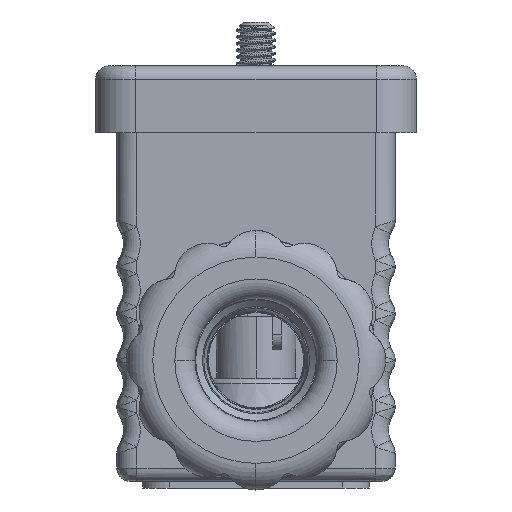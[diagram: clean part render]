
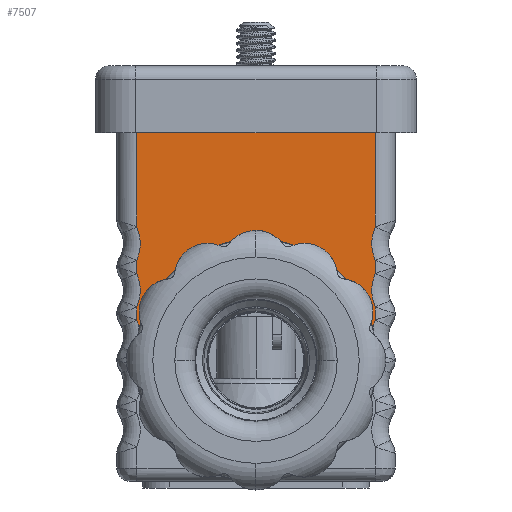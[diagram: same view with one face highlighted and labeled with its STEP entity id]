
A CAD part, left-side view. The second image highlights one B-rep face of the part: STEP entity #7507.
In plain terms, the highlighted planar face has unit normal (-1, 0, 0).
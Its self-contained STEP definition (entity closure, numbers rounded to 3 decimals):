
#5146=PLANE('',#43880);
#7507=ADVANCED_FACE('',(#9898),#5146,.T.);
#9898=FACE_OUTER_BOUND('',#12057,.T.);
#12057=EDGE_LOOP('',(#23717,#23718,#23719,#23720,#23721,#23722,#23723,#23724,
#23725,#23726,#23727,#23728,#23729,#23730));
#13001=CIRCLE('',#43827,3.25);
#13005=CIRCLE('',#43833,3.25);
#13007=CIRCLE('',#43837,3.25);
#13022=CIRCLE('',#43862,3.25);
#13025=CIRCLE('',#43867,3.25);
#13027=CIRCLE('',#43870,3.25);
#13028=CIRCLE('',#43879,9.1);
#23717=ORIENTED_EDGE('',*,*,#33098,.T.);
#23718=ORIENTED_EDGE('',*,*,#33015,.F.);
#23719=ORIENTED_EDGE('',*,*,#32539,.T.);
#23720=ORIENTED_EDGE('',*,*,#33024,.T.);
#23721=ORIENTED_EDGE('',*,*,#33042,.T.);
#23722=ORIENTED_EDGE('',*,*,#33044,.T.);
#23723=ORIENTED_EDGE('',*,*,#33049,.T.);
#23724=ORIENTED_EDGE('',*,*,#33050,.T.);
#23725=ORIENTED_EDGE('',*,*,#33054,.T.);
#23726=ORIENTED_EDGE('',*,*,#33114,.F.);
#23727=ORIENTED_EDGE('',*,*,#33089,.T.);
#23728=ORIENTED_EDGE('',*,*,#33084,.F.);
#23729=ORIENTED_EDGE('',*,*,#33096,.T.);
#23730=ORIENTED_EDGE('',*,*,#33092,.F.);
#27282=VERTEX_POINT('',#91155);
#27286=VERTEX_POINT('',#91163);
#27598=VERTEX_POINT('',#92503);
#27603=VERTEX_POINT('',#92587);
#27611=VERTEX_POINT('',#92756);
#27612=VERTEX_POINT('',#92861);
#27613=VERTEX_POINT('',#92868);
#27614=VERTEX_POINT('',#92973);
#27616=VERTEX_POINT('',#93035);
#27628=VERTEX_POINT('',#93485);
#27629=VERTEX_POINT('',#93487);
#27631=VERTEX_POINT('',#93598);
#27632=VERTEX_POINT('',#93610);
#27633=VERTEX_POINT('',#93612);
#32539=EDGE_CURVE('',#27282,#27286,#36737,.T.);
#33015=EDGE_CURVE('',#27282,#27598,#37092,.T.);
#33024=EDGE_CURVE('',#27286,#27603,#37099,.T.);
#33042=EDGE_CURVE('',#27603,#27611,#13001,.T.);
#33044=EDGE_CURVE('',#27611,#27612,#37102,.T.);
#33049=EDGE_CURVE('',#27612,#27613,#13005,.T.);
#33050=EDGE_CURVE('',#27613,#27614,#37103,.T.);
#33054=EDGE_CURVE('',#27614,#27616,#13007,.T.);
#33084=EDGE_CURVE('',#27628,#27629,#37108,.T.);
#33089=EDGE_CURVE('',#27631,#27629,#13022,.T.);
#33092=EDGE_CURVE('',#27632,#27633,#37109,.T.);
#33096=EDGE_CURVE('',#27628,#27633,#13025,.T.);
#33098=EDGE_CURVE('',#27632,#27598,#13027,.T.);
#33114=EDGE_CURVE('',#27631,#27616,#13028,.T.);
#36737=LINE('',#91164,#40650);
#37092=LINE('',#92556,#41005);
#37099=LINE('',#92586,#41012);
#37102=LINE('',#92860,#41015);
#37103=LINE('',#92972,#41016);
#37108=LINE('',#93486,#41021);
#37109=LINE('',#93611,#41022);
#40650=VECTOR('',#52417,1.);
#41005=VECTOR('',#53222,1.);
#41012=VECTOR('',#53239,1.);
#41015=VECTOR('',#53272,1.);
#41016=VECTOR('',#53283,1.);
#41021=VECTOR('',#53336,1.);
#41022=VECTOR('',#53347,1.);
#43827=AXIS2_PLACEMENT_3D('',#92809,#53266,#53267);
#43833=AXIS2_PLACEMENT_3D('',#92922,#53279,#53280);
#43837=AXIS2_PLACEMENT_3D('',#93034,#53288,#53289);
#43862=AXIS2_PLACEMENT_3D('',#93597,#53343,#53344);
#43867=AXIS2_PLACEMENT_3D('',#93716,#53354,#53355);
#43870=AXIS2_PLACEMENT_3D('',#93767,#53360,#53361);
#43879=AXIS2_PLACEMENT_3D('',#93819,#53391,#53392);
#43880=AXIS2_PLACEMENT_3D('',#93820,#53393,#53394);
#52417=DIRECTION('',(0.,1.,0.));
#53222=DIRECTION('',(0.,0.,-1.));
#53239=DIRECTION('',(0.,0.,-1.));
#53266=DIRECTION('',(1.,0.,0.));
#53267=DIRECTION('',(0.,-0.923,0.385));
#53272=DIRECTION('',(0.,0.,-1.));
#53279=DIRECTION('',(1.,0.,0.));
#53280=DIRECTION('',(0.,-0.923,0.385));
#53283=DIRECTION('',(0.,0.,-1.));
#53288=DIRECTION('',(1.,0.,0.));
#53289=DIRECTION('',(0.,-0.923,0.385));
#53336=DIRECTION('',(0.,0.,-1.));
#53343=DIRECTION('',(1.,0.,0.));
#53344=DIRECTION('',(0.,0.978,0.208));
#53347=DIRECTION('',(0.,0.,-1.));
#53354=DIRECTION('',(1.,0.,0.));
#53355=DIRECTION('',(0.,0.923,-0.385));
#53360=DIRECTION('',(1.,0.,0.));
#53361=DIRECTION('',(0.,0.923,-0.385));
#53391=DIRECTION('',(-1.,0.,0.));
#53392=DIRECTION('',(0.,-0.964,0.266));
#53393=DIRECTION('',(-1.,0.,0.));
#53394=DIRECTION('',(0.,-1.,0.));
#91155=CARTESIAN_POINT('',(706.514,1259.199,0.));
#91163=CARTESIAN_POINT('',(706.514,1277.099,0.));
#91164=CARTESIAN_POINT('',(706.514,1278.599,0.));
#92503=CARTESIAN_POINT('',(706.514,1259.199,-10.4));
#92556=CARTESIAN_POINT('',(706.514,1259.199,0.));
#92586=CARTESIAN_POINT('',(706.514,1277.099,0.));
#92587=CARTESIAN_POINT('',(706.514,1277.099,-10.4));
#92756=CARTESIAN_POINT('',(706.514,1277.099,-12.9));
#92809=CARTESIAN_POINT('',(706.514,1280.099,-11.65));
#92860=CARTESIAN_POINT('',(706.514,1277.099,-12.9));
#92861=CARTESIAN_POINT('',(706.514,1277.099,-13.9));
#92868=CARTESIAN_POINT('',(706.514,1277.099,-16.4));
#92922=CARTESIAN_POINT('',(706.514,1280.099,-15.15));
#92972=CARTESIAN_POINT('',(706.514,1277.099,-16.4));
#92973=CARTESIAN_POINT('',(706.514,1277.099,-17.4));
#93034=CARTESIAN_POINT('',(706.514,1280.099,-18.65));
#93035=CARTESIAN_POINT('',(706.514,1276.92,-17.975));
#93485=CARTESIAN_POINT('',(706.514,1259.199,-16.4));
#93486=CARTESIAN_POINT('',(706.514,1259.199,-16.4));
#93487=CARTESIAN_POINT('',(706.514,1259.199,-17.4));
#93597=CARTESIAN_POINT('',(706.514,1256.199,-18.65));
#93598=CARTESIAN_POINT('',(706.514,1259.378,-17.975));
#93610=CARTESIAN_POINT('',(706.514,1259.199,-12.9));
#93611=CARTESIAN_POINT('',(706.514,1259.199,-12.9));
#93612=CARTESIAN_POINT('',(706.514,1259.199,-13.9));
#93716=CARTESIAN_POINT('',(706.514,1256.199,-15.15));
#93767=CARTESIAN_POINT('',(706.514,1256.199,-11.65));
#93819=CARTESIAN_POINT('',(706.514,1268.149,-20.4));
#93820=CARTESIAN_POINT('',(706.514,1278.599,-29.5));
